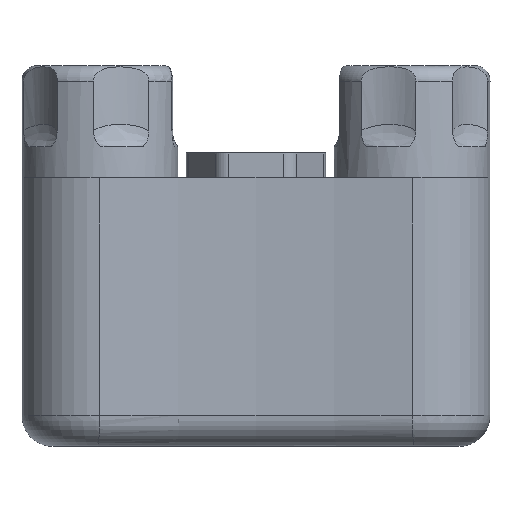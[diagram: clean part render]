
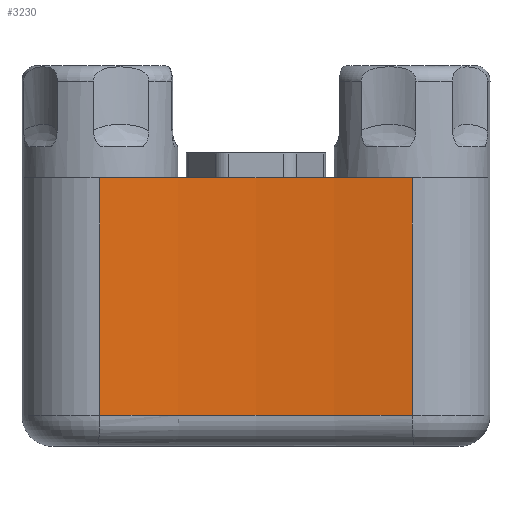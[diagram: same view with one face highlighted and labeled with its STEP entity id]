
A CAD part, front view. The second image highlights one B-rep face of the part: STEP entity #3230.
In plain terms, the highlighted cylindrical face has radius 211.897 mm (diameter 423.794 mm), a partial arc.
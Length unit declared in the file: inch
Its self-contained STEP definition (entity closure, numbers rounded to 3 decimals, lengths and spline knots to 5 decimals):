
#214=FACE_OUTER_BOUND('',#411,.T.);
#411=EDGE_LOOP('',(#2308,#2309,#2310,#2311));
#587=CIRCLE('',#3432,8.34239);
#596=CIRCLE('',#3447,8.34239);
#917=LINE('',#8389,#1070);
#919=LINE('',#8392,#1072);
#1070=VECTOR('',#3899,0.3937);
#1072=VECTOR('',#3903,0.3937);
#1277=VERTEX_POINT('',#7537);
#1278=VERTEX_POINT('',#7538);
#1289=VERTEX_POINT('',#8351);
#1290=VERTEX_POINT('',#8366);
#1653=EDGE_CURVE('',#1277,#1278,#587,.T.);
#1673=EDGE_CURVE('',#1289,#1290,#596,.T.);
#1679=EDGE_CURVE('',#1277,#1290,#917,.T.);
#1681=EDGE_CURVE('',#1289,#1278,#919,.T.);
#2308=ORIENTED_EDGE('',*,*,#1673,.F.);
#2309=ORIENTED_EDGE('',*,*,#1681,.T.);
#2310=ORIENTED_EDGE('',*,*,#1653,.F.);
#2311=ORIENTED_EDGE('',*,*,#1679,.T.);
#3113=CYLINDRICAL_SURFACE('',#3455,8.34239);
#3230=ADVANCED_FACE('',(#214),#3113,.F.);
#3432=AXIS2_PLACEMENT_3D('',#7539,#3853,#3854);
#3447=AXIS2_PLACEMENT_3D('',#8367,#3883,#3884);
#3455=AXIS2_PLACEMENT_3D('',#8391,#3901,#3902);
#3853=DIRECTION('center_axis',(0.,0.,-1.));
#3854=DIRECTION('ref_axis',(-0.24,0.971,0.));
#3883=DIRECTION('center_axis',(0.,0.,1.));
#3884=DIRECTION('ref_axis',(0.,1.,0.));
#3899=DIRECTION('',(0.,0.,-1.));
#3901=DIRECTION('center_axis',(0.,0.,1.));
#3902=DIRECTION('ref_axis',(-0.24,0.971,0.));
#3903=DIRECTION('',(0.,0.,1.));
#7537=CARTESIAN_POINT('',(0.74772,0.14876,2.15));
#7538=CARTESIAN_POINT('',(3.25228,0.14876,2.15));
#7539=CARTESIAN_POINT('Origin',(2.,-8.09911,2.15));
#8351=CARTESIAN_POINT('',(3.25228,0.14876,0.25));
#8366=CARTESIAN_POINT('',(0.74772,0.14876,0.25));
#8367=CARTESIAN_POINT('Origin',(2.,-8.09911,0.25));
#8389=CARTESIAN_POINT('',(0.74772,0.14876,2.15));
#8391=CARTESIAN_POINT('Origin',(2.,-8.09911,0.));
#8392=CARTESIAN_POINT('',(3.25228,0.14876,2.15));
